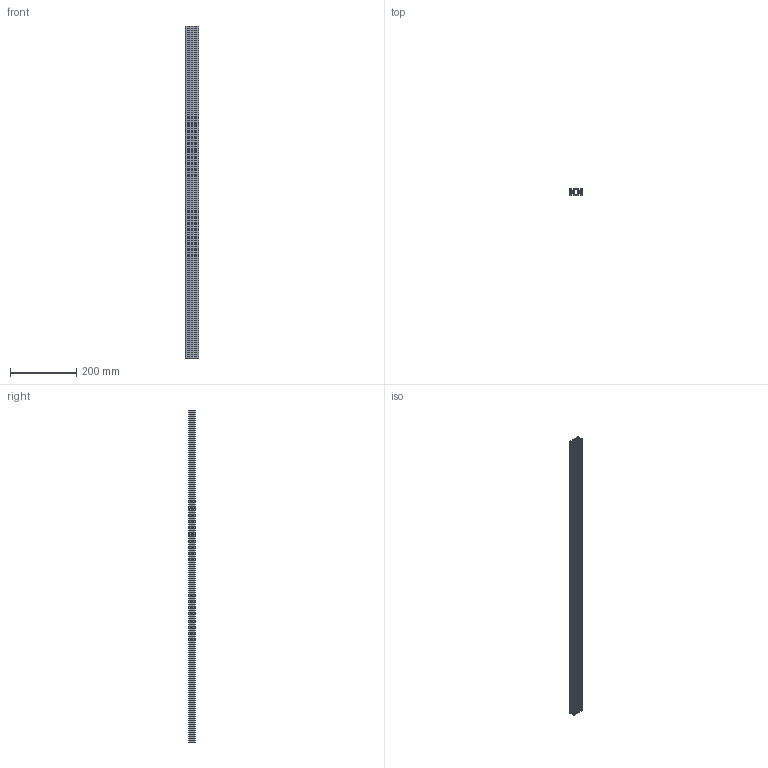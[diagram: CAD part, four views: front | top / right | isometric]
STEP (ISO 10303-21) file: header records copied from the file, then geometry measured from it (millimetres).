
FILE_DESCRIPTION (( 'STEP AP214' ), '1' );
FILE_NAME ('Ñáîðêà2.STEP', '2024-04-12T09:40:45', ( '' ), ( '' ), 'SwSTEP 2.0', 'SolidWorks 2022', '' );
FILE_SCHEMA (( 'AUTOMOTIVE_DESIGN' ));
Length unit declared in the file: millimetre
Products named in the file (2): Сборка2; 224 Конструкционный профиль 20х40_00
Assembly tree (1 placements, depth 2):
  Сборка2
    224 Конструкционный профиль 20х40_00
Bounding box: 40 x 20 x 1000 mm (x, y, z)
Volume: 251283.8 mm3; surface area: 358935.6 mm2
Topology: 1 solids, 1 shells, 332 faces, 990 edges, 660 vertices
Faces by surface type: cylinder 180, plane 152
Entity records: 11368 total; most frequent: DIRECTION 2022, CARTESIAN_POINT 1986, ORIENTED_EDGE 1980, EDGE_CURVE 990, AXIS2_PLACEMENT_3D 696, VERTEX_POINT 660, VECTOR 630, LINE 630
